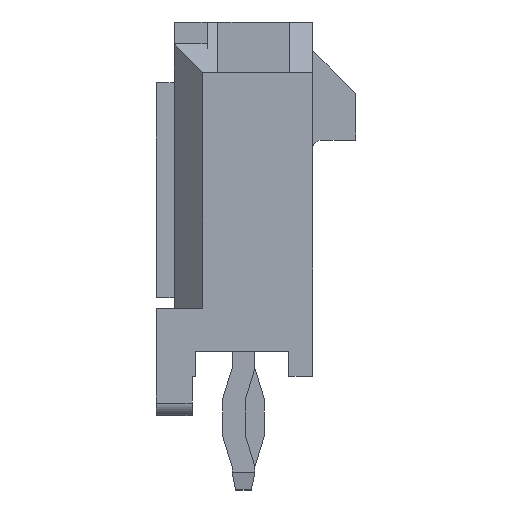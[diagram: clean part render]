
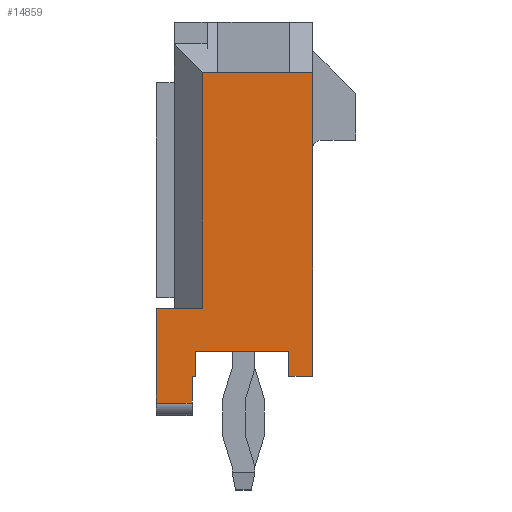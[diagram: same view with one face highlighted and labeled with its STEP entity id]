
A CAD part, left-side view. The second image highlights one B-rep face of the part: STEP entity #14859.
In plain terms, the highlighted face is planar.
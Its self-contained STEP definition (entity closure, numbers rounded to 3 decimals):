
#1461=ORIENTED_EDGE('',*,*,#3490,.F.);
#1462=ORIENTED_EDGE('',*,*,#4015,.T.);
#1463=ORIENTED_EDGE('',*,*,#3494,.T.);
#1464=ORIENTED_EDGE('',*,*,#3429,.F.);
#1465=ORIENTED_EDGE('',*,*,#3588,.F.);
#1466=ORIENTED_EDGE('',*,*,#3592,.F.);
#1467=ORIENTED_EDGE('',*,*,#4016,.F.);
#1468=ORIENTED_EDGE('',*,*,#4017,.T.);
#1469=ORIENTED_EDGE('',*,*,#4018,.T.);
#1470=ORIENTED_EDGE('',*,*,#4019,.T.);
#1471=ORIENTED_EDGE('',*,*,#4012,.F.);
#1472=ORIENTED_EDGE('',*,*,#4020,.F.);
#1473=ORIENTED_EDGE('',*,*,#3531,.F.);
#1474=ORIENTED_EDGE('',*,*,#3485,.T.);
#3429=EDGE_CURVE('',#4910,#4911,#5932,.T.);
#3485=EDGE_CURVE('',#4953,#4956,#5987,.T.);
#3490=EDGE_CURVE('',#4959,#4956,#5992,.T.);
#3494=EDGE_CURVE('',#4962,#4911,#5996,.T.);
#3531=EDGE_CURVE('',#4953,#4985,#6033,.T.);
#3588=EDGE_CURVE('',#5018,#4910,#6087,.T.);
#3592=EDGE_CURVE('',#5020,#5018,#6091,.T.);
#4012=EDGE_CURVE('',#5259,#5260,#6511,.T.);
#4015=EDGE_CURVE('',#4959,#4962,#6514,.T.);
#4016=EDGE_CURVE('',#5261,#5020,#6515,.T.);
#4017=EDGE_CURVE('',#5261,#5262,#6516,.T.);
#4018=EDGE_CURVE('',#5262,#5263,#6517,.T.);
#4019=EDGE_CURVE('',#5263,#5260,#6518,.T.);
#4020=EDGE_CURVE('',#4985,#5259,#6519,.T.);
#4910=VERTEX_POINT('',#19158);
#4911=VERTEX_POINT('',#19159);
#4953=VERTEX_POINT('',#19264);
#4956=VERTEX_POINT('',#19273);
#4959=VERTEX_POINT('',#19283);
#4962=VERTEX_POINT('',#19292);
#4985=VERTEX_POINT('',#19359);
#5018=VERTEX_POINT('',#19462);
#5020=VERTEX_POINT('',#19470);
#5259=VERTEX_POINT('',#20286);
#5260=VERTEX_POINT('',#20287);
#5261=VERTEX_POINT('',#20293);
#5262=VERTEX_POINT('',#20295);
#5263=VERTEX_POINT('',#20297);
#5932=LINE('',#19157,#7463);
#5987=LINE('',#19274,#7518);
#5992=LINE('',#19284,#7523);
#5996=LINE('',#19291,#7527);
#6033=LINE('',#19358,#7564);
#6087=LINE('',#19463,#7618);
#6091=LINE('',#19471,#7622);
#6511=LINE('',#20285,#8042);
#6514=LINE('',#20291,#8045);
#6515=LINE('',#20292,#8046);
#6516=LINE('',#20294,#8047);
#6517=LINE('',#20296,#8048);
#6518=LINE('',#20298,#8049);
#6519=LINE('',#20299,#8050);
#7463=VECTOR('',#16259,1000.);
#7518=VECTOR('',#16344,1000.);
#7523=VECTOR('',#16353,1000.);
#7527=VECTOR('',#16359,1000.);
#7564=VECTOR('',#16410,1000.);
#7618=VECTOR('',#16498,1000.);
#7622=VECTOR('',#16506,1000.);
#8042=VECTOR('',#17238,1000.);
#8045=VECTOR('',#17243,1000.);
#8046=VECTOR('',#17244,1000.);
#8047=VECTOR('',#17245,1000.);
#8048=VECTOR('',#17246,1000.);
#8049=VECTOR('',#17247,1000.);
#8050=VECTOR('',#17248,1000.);
#8972=EDGE_LOOP('',(#1461,#1462,#1463,#1464,#1465,#1466,#1467,#1468,#1469,
#1470,#1471,#1472,#1473,#1474));
#9581=FACE_BOUND('',#8972,.T.);
#10169=PLANE('',#15458);
#14859=ADVANCED_FACE('',(#9581),#10169,.F.);
#15458=AXIS2_PLACEMENT_3D('',#20290,#17241,#17242);
#16259=DIRECTION('',(0.,-1.,0.));
#16344=DIRECTION('',(0.,0.,-1.));
#16353=DIRECTION('',(0.,0.,1.));
#16359=DIRECTION('',(0.,0.,-1.));
#16410=DIRECTION('',(0.,0.,1.));
#16498=DIRECTION('',(0.,0.,-1.));
#16506=DIRECTION('',(0.,1.,0.));
#17238=DIRECTION('',(0.,0.,-1.));
#17241=DIRECTION('',(-1.,0.,0.));
#17242=DIRECTION('',(0.,0.,1.));
#17243=DIRECTION('',(0.,1.,0.));
#17244=DIRECTION('',(0.,0.,-1.));
#17245=DIRECTION('',(0.,-1.,0.));
#17246=DIRECTION('',(0.,0.,1.));
#17247=DIRECTION('',(0.,1.,0.));
#17248=DIRECTION('',(0.,1.,0.));
#19157=CARTESIAN_POINT('',(16.825,4.95,-2.185));
#19158=CARTESIAN_POINT('',(16.825,5.7,-2.185));
#19159=CARTESIAN_POINT('',(16.825,3.05,-2.185));
#19264=CARTESIAN_POINT('',(16.825,-3.536,1.535));
#19273=CARTESIAN_POINT('',(16.825,-3.536,-0.465));
#19274=CARTESIAN_POINT('',(16.825,-3.536,1.535));
#19283=CARTESIAN_POINT('',(16.825,-3.536,-0.885));
#19284=CARTESIAN_POINT('',(16.825,-3.536,0.));
#19291=CARTESIAN_POINT('',(16.825,3.05,-1.685));
#19292=CARTESIAN_POINT('',(16.825,3.05,-0.885));
#19358=CARTESIAN_POINT('',(16.825,-3.536,0.));
#19359=CARTESIAN_POINT('',(16.825,-3.536,2.185));
#19462=CARTESIAN_POINT('',(16.825,5.7,-1.185));
#19463=CARTESIAN_POINT('',(16.825,5.7,-1.185));
#19470=CARTESIAN_POINT('',(16.825,4.95,-1.185));
#19471=CARTESIAN_POINT('',(16.825,4.95,-1.185));
#20285=CARTESIAN_POINT('',(16.825,4.95,2.185));
#20286=CARTESIAN_POINT('',(16.825,4.95,2.185));
#20287=CARTESIAN_POINT('',(16.825,4.95,1.515));
#20290=CARTESIAN_POINT('',(16.825,0.,0.));
#20291=CARTESIAN_POINT('',(16.825,3.05,-0.885));
#20292=CARTESIAN_POINT('',(16.825,4.95,2.185));
#20293=CARTESIAN_POINT('',(16.825,4.95,-1.085));
#20294=CARTESIAN_POINT('',(16.825,4.95,-1.085));
#20295=CARTESIAN_POINT('',(16.825,4.25,-1.085));
#20296=CARTESIAN_POINT('',(16.825,4.25,-1.085));
#20297=CARTESIAN_POINT('',(16.825,4.25,1.515));
#20298=CARTESIAN_POINT('',(16.825,4.25,1.515));
#20299=CARTESIAN_POINT('',(16.825,-4.95,2.185));
